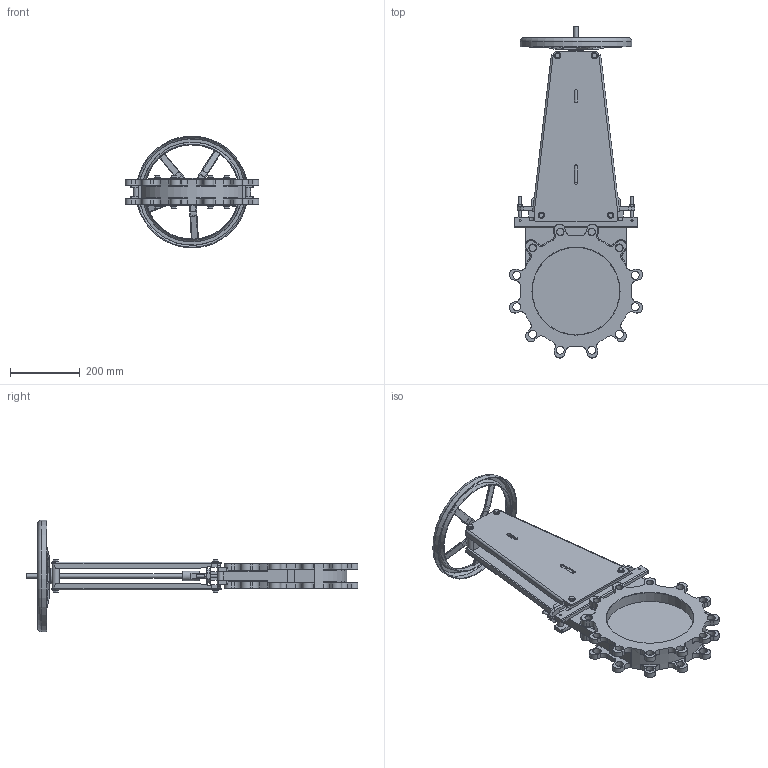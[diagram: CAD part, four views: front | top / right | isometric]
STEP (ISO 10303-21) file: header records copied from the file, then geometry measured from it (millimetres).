
FILE_DESCRIPTION(/* description */ (''),/* implementation_level */ '2;1');
FILE_NAME(/* name */ 'DN250_3D_STEP.stp',/* time_stamp */ '2025-03-20T00:25:41+03:00',/* author */ ('igorr'),/* organization */ (''),/* preprocessor_version */ 'ST-DEVELOPER v20',/* originating_system */ 'Autodesk Inventor 2025',/* authorisation */ '');
FILE_SCHEMA (('AUTOMOTIVE_DESIGN { 1 0 10303 214 3 1 1 }'));
Length unit declared in the file: millimetre
Products named in the file (8): Сборка; Деталь; Деталь1; AS 1110 - M4 x 8; AS 1252 - M12; AS 1112 - M8  Тип 9; AS 1237 - 10; AS 1110 - M8 x 12
Assembly tree (23 placements, depth 2):
  Сборка
    Деталь
    Деталь1
    AS 1110 - M4 x 8  x2
    AS 1252 - M12
    AS 1112 - M8  Тип 9  x2
    AS 1237 - 10  x8
    AS 1110 - M8 x 12  x8
Bounding box: 382.49 x 949.24 x 319.41 mm (x, y, z)
Volume: 5541696.9 mm3; surface area: 1168564.6 mm2
Topology: 23 solids, 23 shells, 1099 faces, 2707 edges, 1700 vertices
Faces by surface type: plane 529, cylinder 318, cone 125, torus 69, bspline 58
Full cylindrical faces by diameter (mm): 4 x2, 6 x4, 6.647 x2, 7 x2, 8 x12, 10 x8, 10.106 x1, 10.5 x8, 12 x2, 13 x8, 16 x2, 18 x8, 20 x8, 21 x1, 23 x16, 25 x1, 27.304 x1, 36 x1, 40 x1, 44.846 x1, 250 x2, 269.717 x1, 273.717 x1, 316 x1, 320 x1
Entity records: 28752 total; most frequent: CARTESIAN_POINT 6543, DIRECTION 4455, ORIENTED_EDGE 4414, EDGE_CURVE 2207, AXIS2_PLACEMENT_3D 1653, VERTEX_POINT 1403, LINE 1149, VECTOR 1149
